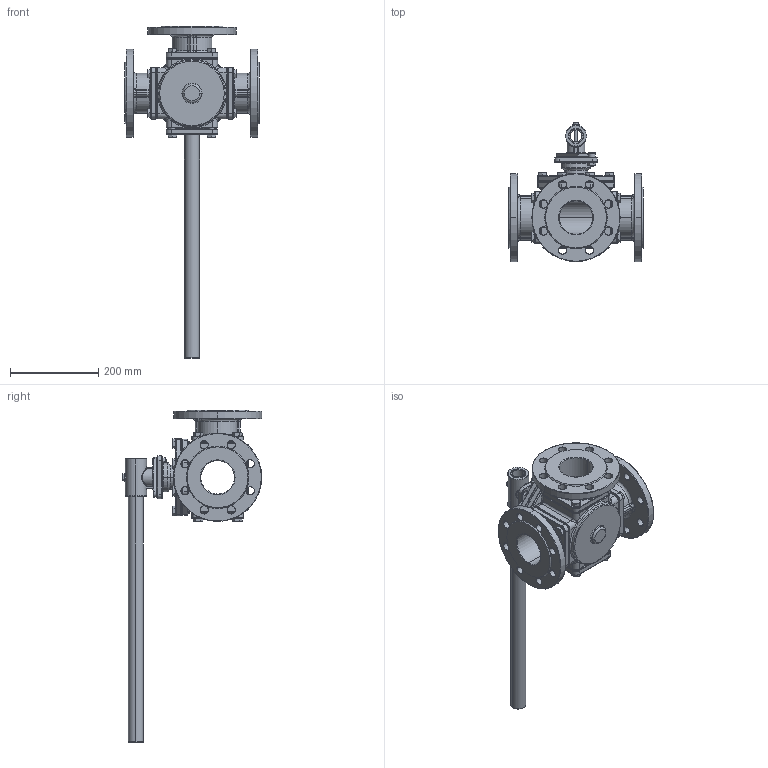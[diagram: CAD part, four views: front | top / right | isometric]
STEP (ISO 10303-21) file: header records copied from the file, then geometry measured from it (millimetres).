
FILE_DESCRIPTION (( 'STEP AP214' ), '1' );
FILE_NAME ('520-080-G01-1(501F,3,T-Port,3-way, PN16).STEP', '2019-10-04T08:27:26', ( '' ), ( '' ), 'SwSTEP 2.0', 'SolidWorks 2012', '' );
FILE_SCHEMA (( 'AUTOMOTIVE_DESIGN' ));
Length unit declared in the file: millimetre
Products named in the file (1): 520-080-G01-1(501F,3,T-Port,3-way, PN16)
Bounding box: 305 x 316.2 x 752.5 mm (x, y, z)
Volume: 5465396.7 mm3; surface area: 713837.4 mm2
Topology: 1 solids, 4 shells, 1798 faces, 4358 edges, 2534 vertices
Faces by surface type: cylinder 526, cone 447, plane 395, torus 270, bspline 140, sphere 20
Entity records: 81660 total; most frequent: CARTESIAN_POINT 21142, DIRECTION 8726, ORIENTED_EDGE 8644, EDGE_CURVE 4322, AXIS2_PLACEMENT_3D 3790, VERTEX_POINT 2534, CIRCLE 2131, EDGE_LOOP 1918
